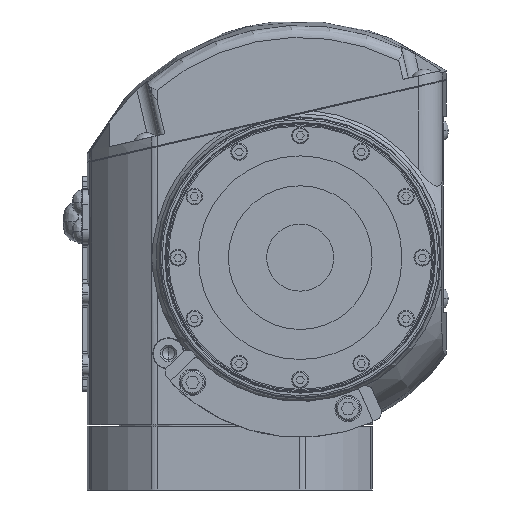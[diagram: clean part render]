
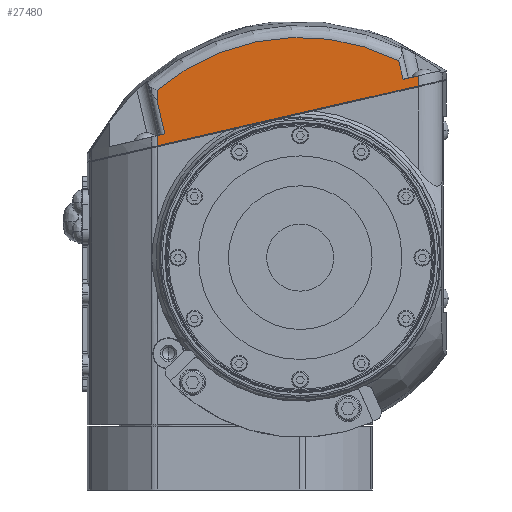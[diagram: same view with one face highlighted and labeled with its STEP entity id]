
A CAD part, front view. The second image highlights one B-rep face of the part: STEP entity #27480.
In plain terms, the highlighted planar face has unit normal (0, -1, 0).
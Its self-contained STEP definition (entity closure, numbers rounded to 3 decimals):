
#8508=DIRECTION('',(0.,0.,-1.));
#8509=VECTOR('',#8508,4.187);
#8510=CARTESIAN_POINT('',(49.248,-60.,75.904));
#8511=LINE('',#8510,#8509);
#8512=DIRECTION('',(0.975,0.,0.224));
#8513=VECTOR('',#8512,111.762);
#8514=CARTESIAN_POINT('',(-59.686,-60.,46.735));
#8515=LINE('',#8514,#8513);
#8516=DIRECTION('',(-0.975,0.,-0.224));
#8517=VECTOR('',#8516,3.204);
#8518=CARTESIAN_POINT('',(-56.563,-60.,51.638));
#8519=LINE('',#8518,#8517);
#8520=DIRECTION('',(0.224,0.,-0.975));
#8521=VECTOR('',#8520,13.969);
#8522=CARTESIAN_POINT('',(-59.686,-60.,65.254));
#8523=LINE('',#8522,#8521);
#8524=CARTESIAN_POINT('',(0.,-60.,0.));
#8525=DIRECTION('',(0.,-1.,0.));
#8526=DIRECTION('',(0.447,0.,0.894));
#8527=AXIS2_PLACEMENT_3D('',#8524,#8525,#8526);
#8529=DIRECTION('',(-0.224,0.,0.975));
#8530=VECTOR('',#8529,7.996);
#8531=CARTESIAN_POINT('',(42.933,-60.,74.456));
#8532=LINE('',#8531,#8530);
#8533=DIRECTION('',(-0.975,0.,-0.224));
#8534=VECTOR('',#8533,6.479);
#8535=CARTESIAN_POINT('',(49.248,-60.,75.904));
#8536=LINE('',#8535,#8534);
#8537=DIRECTION('',(0.,0.,1.));
#8538=VECTOR('',#8537,4.187);
#8539=CARTESIAN_POINT('',(-59.686,-60.,46.735));
#8540=LINE('',#8539,#8538);
#8579=CARTESIAN_POINT('',(-59.686,-60.,50.922));
#8608=CARTESIAN_POINT('',(-59.686,-60.,65.254));
#8710=CARTESIAN_POINT('',(49.248,-60.,75.904));
#8754=CARTESIAN_POINT('',(-59.686,-60.,69.968));
#8761=DIRECTION('',(0.,0.,1.));
#8762=VECTOR('',#8761,4.714);
#8763=CARTESIAN_POINT('',(-59.686,-60.,65.254));
#8764=LINE('',#8763,#8762);
#9085=VERTEX_POINT('',#8754);
#9086=CARTESIAN_POINT('',(41.146,-60.,82.249));
#9087=VERTEX_POINT('',#9086);
#9922=CARTESIAN_POINT('',(-56.563,-60.,51.638));
#9923=VERTEX_POINT('',#9922);
#9929=VERTEX_POINT('',#8579);
#10010=VERTEX_POINT('',#8608);
#10111=VERTEX_POINT('',#8710);
#10112=CARTESIAN_POINT('',(49.248,-60.,71.717));
#10113=VERTEX_POINT('',#10112);
#10275=CARTESIAN_POINT('',(42.933,-60.,74.456));
#10276=VERTEX_POINT('',#10275);
#10465=CARTESIAN_POINT('',(-59.686,-60.,46.735));
#10466=VERTEX_POINT('',#10465);
#27457=CARTESIAN_POINT('',(49.248,-60.,-70.));
#27458=DIRECTION('',(0.,1.,0.));
#27459=DIRECTION('',(0.,0.,-1.));
#27460=AXIS2_PLACEMENT_3D('',#27457,#27458,#27459);
#27461=PLANE('',#27460);
#27462=ORIENTED_EDGE('',*,*,#27443,.T.);
#27463=ORIENTED_EDGE('',*,*,#26859,.F.);
#27465=ORIENTED_EDGE('',*,*,#27464,.T.);
#27467=ORIENTED_EDGE('',*,*,#27466,.F.);
#27469=ORIENTED_EDGE('',*,*,#27468,.F.);
#27471=ORIENTED_EDGE('',*,*,#27470,.T.);
#27473=ORIENTED_EDGE('',*,*,#27472,.F.);
#27475=ORIENTED_EDGE('',*,*,#27474,.F.);
#27477=ORIENTED_EDGE('',*,*,#27476,.F.);
#27478=EDGE_LOOP('',(#27462,#27463,#27465,#27467,#27469,#27471,#27473,#27475,
#27477));
#27479=FACE_OUTER_BOUND('',#27478,.F.);
#8528=CIRCLE('',#8527,91.967);
#26859=EDGE_CURVE('',#10466,#10113,#8515,.T.);
#27443=EDGE_CURVE('',#10111,#10113,#8511,.T.);
#27464=EDGE_CURVE('',#10466,#9929,#8540,.T.);
#27466=EDGE_CURVE('',#9923,#9929,#8519,.T.);
#27468=EDGE_CURVE('',#10010,#9923,#8523,.T.);
#27470=EDGE_CURVE('',#10010,#9085,#8764,.T.);
#27472=EDGE_CURVE('',#9087,#9085,#8528,.T.);
#27474=EDGE_CURVE('',#10276,#9087,#8532,.T.);
#27476=EDGE_CURVE('',#10111,#10276,#8536,.T.);
#27480=ADVANCED_FACE('',(#27479),#27461,.F.);
